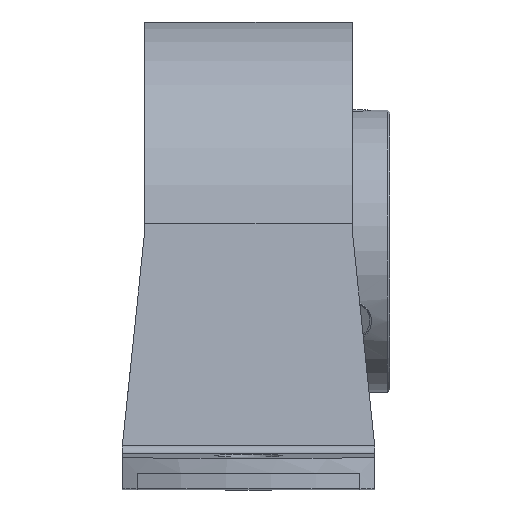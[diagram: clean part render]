
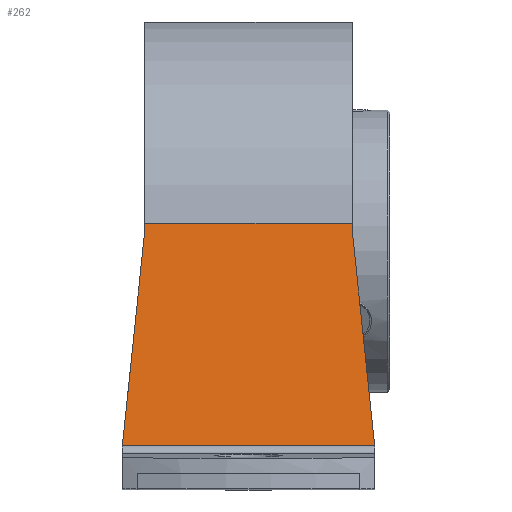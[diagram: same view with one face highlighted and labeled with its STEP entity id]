
A CAD part, top view. The second image highlights one B-rep face of the part: STEP entity #262.
In plain terms, the highlighted planar face has unit normal (0, 0.119, 0.993).
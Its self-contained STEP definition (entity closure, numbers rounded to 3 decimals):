
#262 = ADVANCED_FACE( '', ( #585 ), #586, .F. );
#585 = FACE_OUTER_BOUND( '', #1030, .T. );
#586 = PLANE( '', #1031 );
#1030 = EDGE_LOOP( '', ( #1616, #1617, #1618, #1619, #1620, #1621, #1622, #1623 ) );
#1031 = AXIS2_PLACEMENT_3D( '', #1624, #1625, #1626 );
#1616 = ORIENTED_EDGE( '', *, *, #2755, .T. );
#1617 = ORIENTED_EDGE( '', *, *, #2756, .T. );
#1618 = ORIENTED_EDGE( '', *, *, #2757, .T. );
#1619 = ORIENTED_EDGE( '', *, *, #2758, .F. );
#1620 = ORIENTED_EDGE( '', *, *, #2759, .F. );
#1621 = ORIENTED_EDGE( '', *, *, #2760, .T. );
#1622 = ORIENTED_EDGE( '', *, *, #2761, .T. );
#1623 = ORIENTED_EDGE( '', *, *, #2762, .T. );
#1624 = CARTESIAN_POINT( '', ( 42., 44.274, 38.026 ) );
#1625 = DIRECTION( '', ( 0., -0.119, -0.993 ) );
#1626 = DIRECTION( '', ( 0., 0.993, -0.119 ) );
#2755 = EDGE_CURVE( '', #3267, #3268, #3269, .T. );
#2756 = EDGE_CURVE( '', #3268, #3270, #3271, .T. );
#2757 = EDGE_CURVE( '', #3270, #3272, #3273, .T. );
#2758 = EDGE_CURVE( '', #3274, #3272, #3275, .T. );
#2759 = EDGE_CURVE( '', #3276, #3274, #3277, .T. );
#2760 = EDGE_CURVE( '', #3276, #3278, #3279, .T. );
#2761 = EDGE_CURVE( '', #3278, #3280, #3281, .T. );
#2762 = EDGE_CURVE( '', #3280, #3267, #3282, .T. );
#3267 = VERTEX_POINT( '', #4152 );
#3268 = VERTEX_POINT( '', #4153 );
#3269 = LINE( '', #4154, #4155 );
#3270 = VERTEX_POINT( '', #4156 );
#3271 = LINE( '', #4157, #4158 );
#3272 = VERTEX_POINT( '', #4159 );
#3273 = LINE( '', #4160, #4161 );
#3274 = VERTEX_POINT( '', #4162 );
#3275 = LINE( '', #4163, #4164 );
#3276 = VERTEX_POINT( '', #4165 );
#3277 = LINE( '', #4166, #4167 );
#3278 = VERTEX_POINT( '', #4168 );
#3279 = LINE( '', #4169, #4170 );
#3280 = VERTEX_POINT( '', #4171 );
#3281 = LINE( '', #4172, #4173 );
#3282 = LINE( '', #4174, #4175 );
#4152 = CARTESIAN_POINT( '', ( 3.75, 44.274, 38.026 ) );
#4153 = CARTESIAN_POINT( '', ( 3.75, 43.346, 38.137 ) );
#4154 = CARTESIAN_POINT( '', ( 3.75, 44.274, 38.026 ) );
#4155 = VECTOR( '', #5197, 1000. );
#4156 = CARTESIAN_POINT( '', ( 0., 7.388, 42.463 ) );
#4157 = CARTESIAN_POINT( '', ( 4.251, 48.154, 37.559 ) );
#4158 = VECTOR( '', #5198, 1000. );
#4159 = CARTESIAN_POINT( '', ( 0., 7.219, 42.483 ) );
#4160 = CARTESIAN_POINT( '', ( 0., 44.274, 38.026 ) );
#4161 = VECTOR( '', #5199, 1000. );
#4162 = CARTESIAN_POINT( '', ( 42., 7.219, 42.483 ) );
#4163 = CARTESIAN_POINT( '', ( 42., 7.219, 42.483 ) );
#4164 = VECTOR( '', #5200, 1000. );
#4165 = CARTESIAN_POINT( '', ( 42., 7.388, 42.463 ) );
#4166 = CARTESIAN_POINT( '', ( 42., 44.274, 38.026 ) );
#4167 = VECTOR( '', #5201, 1000. );
#4168 = CARTESIAN_POINT( '', ( 38.25, 43.346, 38.137 ) );
#4169 = CARTESIAN_POINT( '', ( 38.194, 43.883, 38.073 ) );
#4170 = VECTOR( '', #5202, 1000. );
#4171 = CARTESIAN_POINT( '', ( 38.25, 44.274, 38.026 ) );
#4172 = CARTESIAN_POINT( '', ( 38.25, 44.274, 38.026 ) );
#4173 = VECTOR( '', #5203, 1000. );
#4174 = CARTESIAN_POINT( '', ( 42., 44.274, 38.026 ) );
#4175 = VECTOR( '', #5204, 1000. );
#5197 = DIRECTION( '', ( 0., -0.993, 0.119 ) );
#5198 = DIRECTION( '', ( -0.103, -0.988, 0.119 ) );
#5199 = DIRECTION( '', ( 0., -0.993, 0.119 ) );
#5200 = DIRECTION( '', ( -1., 0., 0. ) );
#5201 = DIRECTION( '', ( 0., -0.993, 0.119 ) );
#5202 = DIRECTION( '', ( -0.103, 0.988, -0.119 ) );
#5203 = DIRECTION( '', ( 0., 0.993, -0.119 ) );
#5204 = DIRECTION( '', ( -1., 0., 0. ) );
